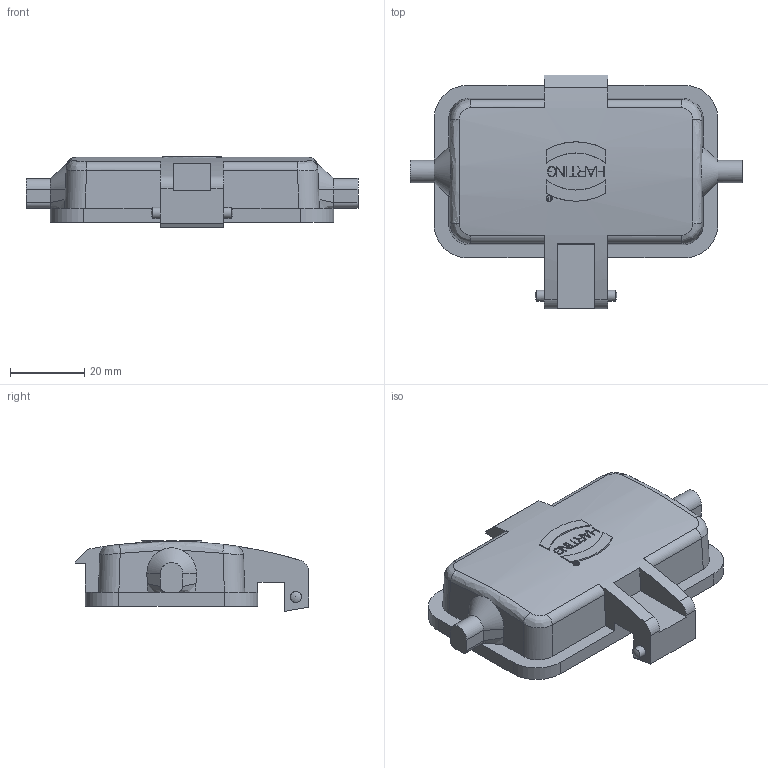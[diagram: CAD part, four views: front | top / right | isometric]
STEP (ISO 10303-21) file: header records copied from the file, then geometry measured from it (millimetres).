
FILE_DESCRIPTION(/* description */ (''),/* implementation_level */ '2;1');
FILE_NAME(/* name */ '100855304ugm000_a.stp',/* time_stamp */ '2019-10-29T08:45:05+01:00',/* author */ (''),/* organization */ (''),/* preprocessor_version */ 'ST-DEVELOPER v16.7',/* originating_system */ 'SIEMENS PLM Software NX 12.0',/* authorisation */ '');
FILE_SCHEMA (('AUTOMOTIVE_DESIGN { 1 0 10303 214 3 1 1 1 }'));
Length unit declared in the file: millimetre
Products named in the file (1): 100855304ugm000_a
Bounding box: 89.5 x 63 x 19.09 mm (x, y, z)
Volume: 15582.1 mm3; surface area: 15056.3 mm2
Topology: 1 solids, 1 shells, 246 faces, 668 edges, 444 vertices
Faces by surface type: plane 154, cylinder 46, bspline 36, cone 8, sphere 2
Full cylindrical faces by diameter (mm): 1.52 x1, 1.68 x1, 3 x2
Entity records: 11080 total; most frequent: CARTESIAN_POINT 3473, ORIENTED_EDGE 1312, DIRECTION 1039, EDGE_CURVE 656, VERTEX_POINT 436, LINE 393, VECTOR 393, AXIS2_PLACEMENT_3D 323
